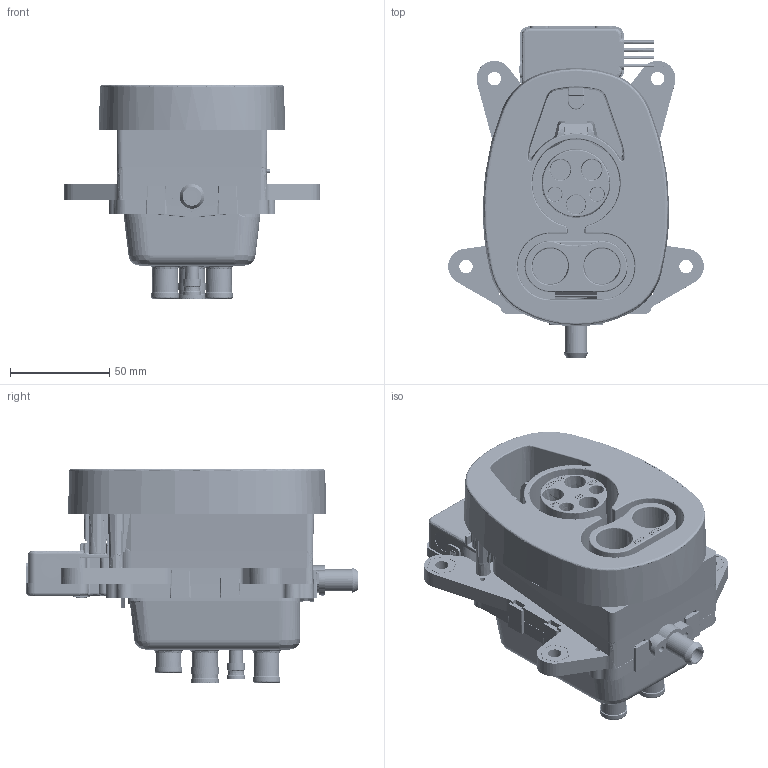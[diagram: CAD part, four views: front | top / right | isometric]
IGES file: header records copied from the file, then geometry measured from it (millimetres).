
Start section: START RECORD GO HERE.
Global section: file name: CCS1_INLET_UNI_KUNDENMODELL.igs; native system: DASSAULT SYSTEMES CATIA Version 5-6 Release 2016 - www.3ds.com; preprocessor: V5-6R2016_5.26.3.22.03-02-2017.00.00; author: emfr01; organization: EUROPE; date: 20170706.105733; units: millimetre
Bounding box: 129 x 167.5 x 107.8 mm (x, y, z)
Surface area: 185535.7 mm2 (no closed solid volume)
Topology: 0 solids, 0 shells, 6600 faces, 36971 edges, 36945 vertices
Faces by surface type: bspline 6600
